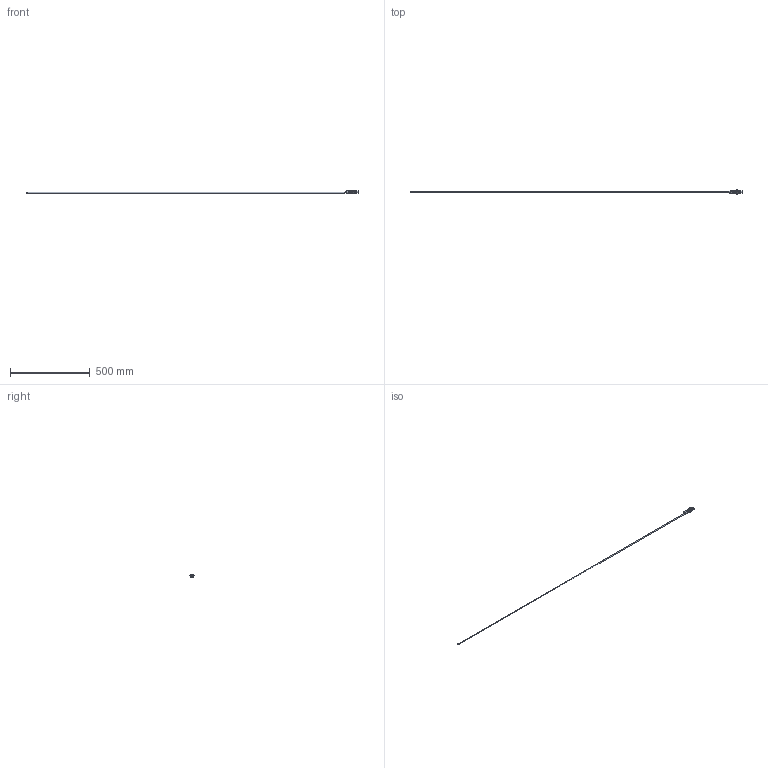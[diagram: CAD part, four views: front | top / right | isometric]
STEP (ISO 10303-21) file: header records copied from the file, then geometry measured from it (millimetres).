
FILE_DESCRIPTION (( 'STEP AP214' ), '1' );
FILE_NAME ('PXCAP18-3008PB_3D.step', '2023-07-18T15:58:50', ( '' ), ( '' ), 'SwSTEP 2.0', 'SolidWorks 2022', '' );
FILE_SCHEMA (( 'AUTOMOTIVE_DESIGN' ));
Length unit declared in the file: millimetre
Products named in the file (1): PXCAP18-3008PB_3D
Bounding box: 2085.69 x 27.48 x 23.8 mm (x, y, z)
Volume: 60089.7 mm3; surface area: 41374 mm2
Topology: 6 solids, 6 shells, 1391 faces, 3800 edges, 2426 vertices
Faces by surface type: cylinder 701, plane 670, cone 10, torus 6, bspline 4
Entity records: 70045 total; most frequent: CARTESIAN_POINT 38364, ORIENTED_EDGE 7600, DIRECTION 5558, EDGE_CURVE 3800, VERTEX_POINT 2426, AXIS2_PLACEMENT_3D 2098, EDGE_LOOP 1400, FACE_OUTER_BOUND 1391
